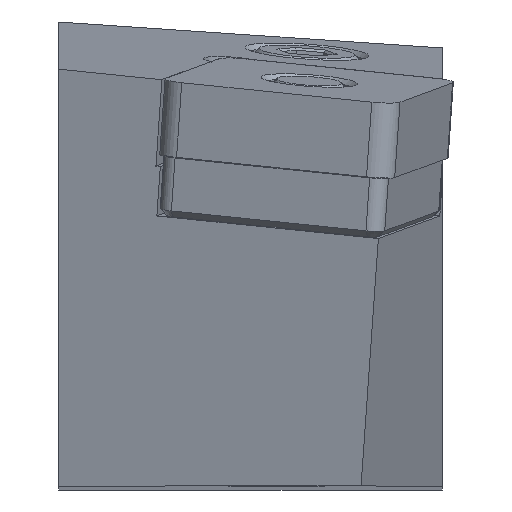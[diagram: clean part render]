
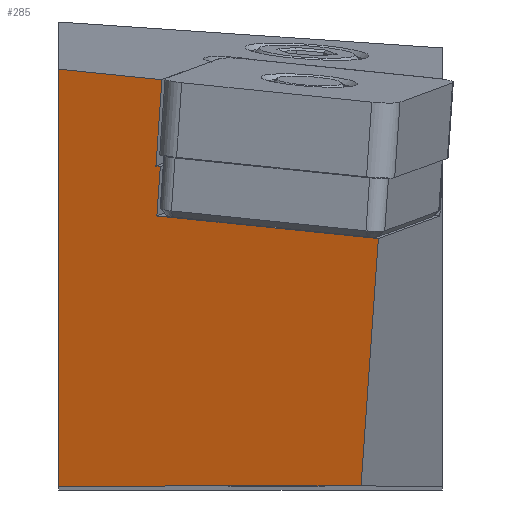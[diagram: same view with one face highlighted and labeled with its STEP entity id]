
A CAD part, top view. The second image highlights one B-rep face of the part: STEP entity #285.
In plain terms, the highlighted planar face has unit normal (-0.266, -0.099, 0.959).
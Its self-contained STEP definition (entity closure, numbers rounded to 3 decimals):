
#121=CARTESIAN_POINT('',(0.0,43.458,240.368));
#122=VERTEX_POINT('',#121);
#123=CARTESIAN_POINT('',(10.771,42.351,243.246));
#124=VERTEX_POINT('',#123);
#125=CARTESIAN_POINT('',(0.,43.458,240.368));
#126=DIRECTION('',(0.961,-0.099,0.257));
#127=VECTOR('',#126,11.204);
#128=LINE('',#125,#127);
#129=EDGE_CURVE('',#122,#124,#128,.T.);
#189=CARTESIAN_POINT('',(33.335,25.78,247.798));
#190=VERTEX_POINT('',#189);
#199=CARTESIAN_POINT('',(31.533,0.,244.625));
#200=VERTEX_POINT('',#199);
#201=CARTESIAN_POINT('',(33.335,25.78,247.798));
#202=DIRECTION('',(-0.069,-0.99,-0.122));
#203=VECTOR('',#202,26.037);
#204=LINE('',#201,#203);
#205=EDGE_CURVE('',#190,#200,#204,.T.);
#232=CARTESIAN_POINT('',(-5.881,44.063,238.796));
#233=DIRECTION('',(0.266,0.099,-0.959));
#234=DIRECTION('',(-0.963,0.,-0.268));
#235=AXIS2_PLACEMENT_3D('',#232,#233,#234);
#236=PLANE('',#235);
#237=CARTESIAN_POINT('',(10.243,28.154,241.628));
#238=VERTEX_POINT('',#237);
#239=CARTESIAN_POINT('',(10.243,28.154,241.628));
#240=DIRECTION('',(0.961,-0.099,0.257));
#241=VECTOR('',#240,24.02);
#242=LINE('',#239,#241);
#243=EDGE_CURVE('',#238,#190,#242,.T.);
#244=ORIENTED_EDGE('',*,*,#243,.F.);
#245=CARTESIAN_POINT('',(10.603,33.293,242.26));
#246=VERTEX_POINT('',#245);
#247=CARTESIAN_POINT('',(10.603,33.293,242.26));
#248=DIRECTION('',(-0.069,-0.99,-0.122));
#249=VECTOR('',#248,5.19);
#250=LINE('',#247,#249);
#251=EDGE_CURVE('',#246,#238,#250,.T.);
#252=ORIENTED_EDGE('',*,*,#251,.F.);
#253=CARTESIAN_POINT('',(10.141,33.34,242.137));
#254=VERTEX_POINT('',#253);
#255=CARTESIAN_POINT('',(10.141,33.34,242.137));
#256=DIRECTION('',(0.961,-0.099,0.257));
#257=VECTOR('',#256,0.48);
#258=LINE('',#255,#257);
#259=EDGE_CURVE('',#254,#246,#258,.T.);
#260=ORIENTED_EDGE('',*,*,#259,.F.);
#261=CARTESIAN_POINT('',(10.771,42.351,243.246));
#262=DIRECTION('',(-0.069,-0.99,-0.122));
#263=VECTOR('',#262,9.1);
#264=LINE('',#261,#263);
#265=EDGE_CURVE('',#124,#254,#264,.T.);
#266=ORIENTED_EDGE('',*,*,#265,.F.);
#267=ORIENTED_EDGE('',*,*,#129,.F.);
#268=CARTESIAN_POINT('',(0.0,0.,235.863));
#269=VERTEX_POINT('',#268);
#270=CARTESIAN_POINT('',(0.0,43.458,240.368));
#271=DIRECTION('',(0.0,-0.995,-0.103));
#272=VECTOR('',#271,43.691);
#273=LINE('',#270,#272);
#274=EDGE_CURVE('',#269,#122,#273,.F.);
#275=ORIENTED_EDGE('',*,*,#274,.F.);
#276=CARTESIAN_POINT('',(31.533,0.,244.625));
#277=DIRECTION('',(-0.963,0.0,-0.268));
#278=VECTOR('',#277,32.727);
#279=LINE('',#276,#278);
#280=EDGE_CURVE('',#200,#269,#279,.T.);
#281=ORIENTED_EDGE('',*,*,#280,.F.);
#282=ORIENTED_EDGE('',*,*,#205,.F.);
#283=EDGE_LOOP('',(#244,#252,#260,#266,#267,#275,#281,#282));
#284=FACE_OUTER_BOUND('',#283,.T.);
#285=ADVANCED_FACE('',(#284),#236,.F.);
